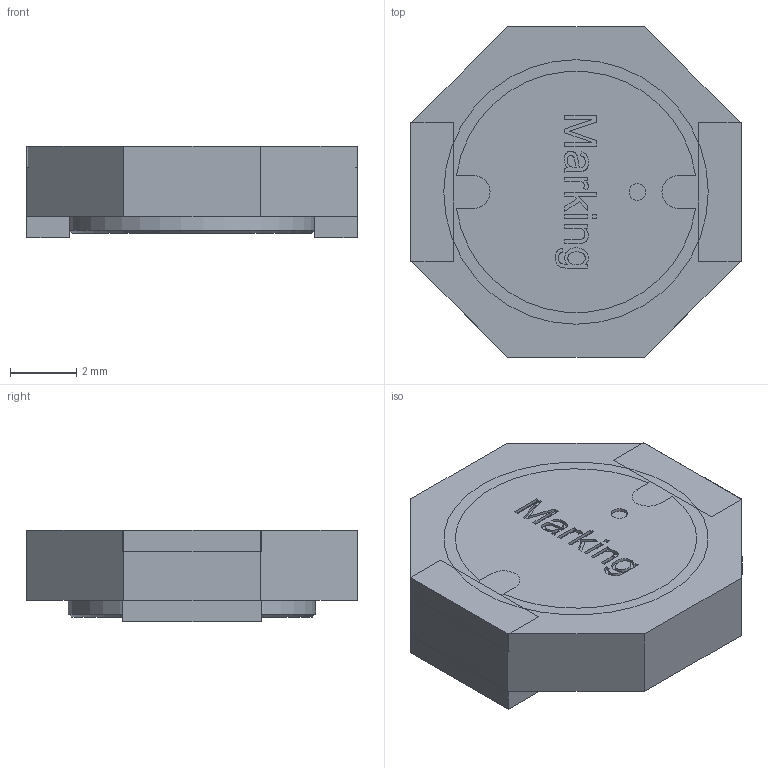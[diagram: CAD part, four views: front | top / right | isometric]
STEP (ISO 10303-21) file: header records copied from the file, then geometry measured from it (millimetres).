
FILE_DESCRIPTION( ( 'Unknown' ), '1' );
FILE_NAME( '744065xxx.stp', 'Unknown', ( 'Unknown' ), ( 'Unknown' ), 'PSStep 13.0', 'Unknown', ' ' );
FILE_SCHEMA( ( 'AUTOMOTIVE_DESIGN { 1 0 10303 214 1 1 1 1 }' ) );
Length unit declared in the file: millimetre
Products named in the file (7): Assem1; base; glue; pad
Bounding box: 10 x 10 x 2.78 mm (x, y, z)
Surface area: 1041.8 mm2
Topology: 12 solids, 12 shells, 344 faces, 848 edges, 554 vertices
Faces by surface type: plane 236, extrusion 32, bspline 28, cone 26, cylinder 22
Full cylindrical faces by diameter (mm): 0.5 x2, 4.1 x2, 8 x2
Entity records: 9638 total; most frequent: CARTESIAN_POINT 4536, ORIENTED_EDGE 798, DIRECTION 596, EDGE_CURVE 399, VERTEX_POINT 272, EDGE_LOOP 211, VECTOR 210, LINE 194
